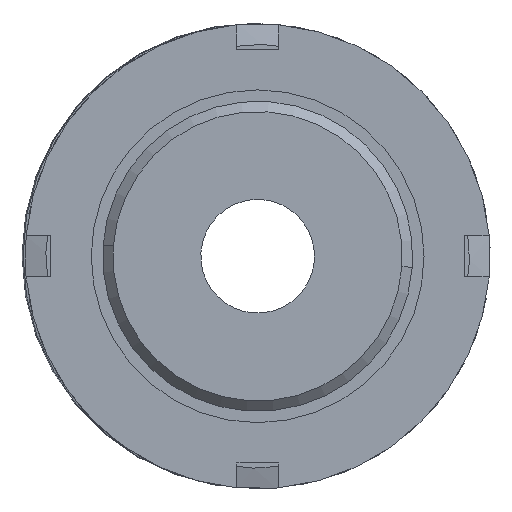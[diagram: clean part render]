
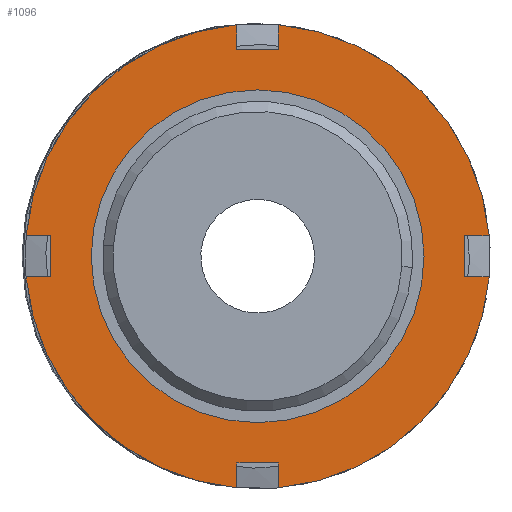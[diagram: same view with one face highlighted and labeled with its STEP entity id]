
A CAD part, front view. The second image highlights one B-rep face of the part: STEP entity #1096.
In plain terms, the highlighted planar face has unit normal (0, -1, 0).
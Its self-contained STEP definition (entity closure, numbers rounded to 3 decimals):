
#6 = EDGE_CURVE ( 'NONE', #935, #142, #1240, .T. ) ;
#73 = CARTESIAN_POINT ( 'NONE',  ( 0., -37., 0. ) ) ;
#82 = ORIENTED_EDGE ( 'NONE', *, *, #1073, .T. ) ;
#95 = LINE ( 'NONE', #1634, #1983 ) ;
#115 = CIRCLE ( 'NONE', #154, 22.5 ) ;
#117 = VERTEX_POINT ( 'NONE', #3467 ) ;
#138 = LINE ( 'NONE', #2609, #3180 ) ;
#142 = VERTEX_POINT ( 'NONE', #2064 ) ;
#154 = AXIS2_PLACEMENT_3D ( 'NONE', #4100, #1449, #1430 ) ;
#166 = EDGE_CURVE ( 'NONE', #142, #935, #2031, .T. ) ;
#184 = ORIENTED_EDGE ( 'NONE', *, *, #2974, .F. ) ;
#227 = EDGE_CURVE ( 'NONE', #1029, #3531, #2339, .T. ) ;
#251 = DIRECTION ( 'NONE',  ( 0., 1., 0. ) ) ;
#276 = VECTOR ( 'NONE', #3275, 1000. ) ;
#299 = CARTESIAN_POINT ( 'NONE',  ( -22.411, -37., 2. ) ) ;
#321 = CARTESIAN_POINT ( 'NONE',  ( 20., -37., 2. ) ) ;
#359 = VERTEX_POINT ( 'NONE', #2885 ) ;
#378 = ORIENTED_EDGE ( 'NONE', *, *, #2822, .T. ) ;
#464 = ORIENTED_EDGE ( 'NONE', *, *, #1934, .T. ) ;
#518 = ORIENTED_EDGE ( 'NONE', *, *, #1994, .F. ) ;
#596 = DIRECTION ( 'NONE',  ( 0., 0., 1. ) ) ;
#613 = LINE ( 'NONE', #3634, #1237 ) ;
#640 = DIRECTION ( 'NONE',  ( -1., 0., 0. ) ) ;
#713 = DIRECTION ( 'NONE',  ( 0., 0., 1. ) ) ;
#723 = EDGE_LOOP ( 'NONE', ( #1489, #518, #82, #2621, #1710, #2886, #2543, #1539, #3403, #1577, #464, #1809, #184, #2113, #3718, #378 ) ) ;
#759 = DIRECTION ( 'NONE',  ( 0., 1., 0. ) ) ;
#776 = CARTESIAN_POINT ( 'NONE',  ( -2., -37., 0. ) ) ;
#805 = DIRECTION ( 'NONE',  ( 0., 0., 1. ) ) ;
#930 = VECTOR ( 'NONE', #805, 1000. ) ;
#931 = VECTOR ( 'NONE', #3657, 1000. ) ;
#935 = VERTEX_POINT ( 'NONE', #2344 ) ;
#945 = DIRECTION ( 'NONE',  ( 0., 0., -1. ) ) ;
#961 = CARTESIAN_POINT ( 'NONE',  ( -2., -37., 20. ) ) ;
#1007 = VECTOR ( 'NONE', #2318, 1000. ) ;
#1029 = VERTEX_POINT ( 'NONE', #299 ) ;
#1041 = EDGE_CURVE ( 'NONE', #1774, #1909, #613, .T. ) ;
#1073 = EDGE_CURVE ( 'NONE', #2646, #2171, #2624, .T. ) ;
#1096 = ADVANCED_FACE ( 'NONE', ( #1750, #2214 ), #2386, .F. ) ;
#1121 = AXIS2_PLACEMENT_3D ( 'NONE', #1733, #2073, #3763 ) ;
#1152 = CARTESIAN_POINT ( 'NONE',  ( 16.1, -37., 2. ) ) ;
#1224 = CARTESIAN_POINT ( 'NONE',  ( -2., -37., -22.411 ) ) ;
#1237 = VECTOR ( 'NONE', #640, 1000. ) ;
#1240 = CIRCLE ( 'NONE', #1800, 16.1 ) ;
#1244 = VECTOR ( 'NONE', #2190, 1000. ) ;
#1341 = ORIENTED_EDGE ( 'NONE', *, *, #6, .T. ) ;
#1371 = DIRECTION ( 'NONE',  ( 0., 0., 1. ) ) ;
#1430 = DIRECTION ( 'NONE',  ( 0., 0., 1. ) ) ;
#1440 = CARTESIAN_POINT ( 'NONE',  ( 0., -37., 0. ) ) ;
#1449 = DIRECTION ( 'NONE',  ( 0., 1., 0. ) ) ;
#1487 = CARTESIAN_POINT ( 'NONE',  ( 2., -37., 20. ) ) ;
#1489 = ORIENTED_EDGE ( 'NONE', *, *, #2932, .F. ) ;
#1492 = LINE ( 'NONE', #3529, #3794 ) ;
#1507 = CARTESIAN_POINT ( 'NONE',  ( 2., -37., 0. ) ) ;
#1509 = CARTESIAN_POINT ( 'NONE',  ( 2., -37., -20. ) ) ;
#1521 = DIRECTION ( 'NONE',  ( -1., 0., 0. ) ) ;
#1529 = VERTEX_POINT ( 'NONE', #321 ) ;
#1532 = AXIS2_PLACEMENT_3D ( 'NONE', #4099, #759, #713 ) ;
#1539 = ORIENTED_EDGE ( 'NONE', *, *, #4141, .T. ) ;
#1568 = EDGE_CURVE ( 'NONE', #2434, #2426, #4062, .T. ) ;
#1577 = ORIENTED_EDGE ( 'NONE', *, *, #4228, .F. ) ;
#1634 = CARTESIAN_POINT ( 'NONE',  ( -20., -37., 0. ) ) ;
#1710 = ORIENTED_EDGE ( 'NONE', *, *, #3589, .F. ) ;
#1733 = CARTESIAN_POINT ( 'NONE',  ( 0., -37., 0. ) ) ;
#1747 = AXIS2_PLACEMENT_3D ( 'NONE', #1440, #3783, #2398 ) ;
#1750 = FACE_BOUND ( 'NONE', #3316, .T. ) ;
#1759 = DIRECTION ( 'NONE',  ( 0., 0., -1. ) ) ;
#1761 = VECTOR ( 'NONE', #2206, 1000. ) ;
#1774 = VERTEX_POINT ( 'NONE', #1487 ) ;
#1800 = AXIS2_PLACEMENT_3D ( 'NONE', #3323, #2999, #1371 ) ;
#1809 = ORIENTED_EDGE ( 'NONE', *, *, #1041, .T. ) ;
#1876 = LINE ( 'NONE', #2733, #2343 ) ;
#1892 = CARTESIAN_POINT ( 'NONE',  ( 0., -37., 0. ) ) ;
#1901 = CARTESIAN_POINT ( 'NONE',  ( -2., -37., -20. ) ) ;
#1909 = VERTEX_POINT ( 'NONE', #961 ) ;
#1918 = LINE ( 'NONE', #3571, #1761 ) ;
#1934 = EDGE_CURVE ( 'NONE', #3322, #1774, #3420, .T. ) ;
#1950 = CARTESIAN_POINT ( 'NONE',  ( -2., -37., 22.411 ) ) ;
#1983 = VECTOR ( 'NONE', #945, 1000. ) ;
#1994 = EDGE_CURVE ( 'NONE', #2646, #3109, #115, .T. ) ;
#2016 = ORIENTED_EDGE ( 'NONE', *, *, #166, .T. ) ;
#2031 = CIRCLE ( 'NONE', #3854, 16.1 ) ;
#2064 = CARTESIAN_POINT ( 'NONE',  ( 0., -37., -16.1 ) ) ;
#2073 = DIRECTION ( 'NONE',  ( 0., 1., 0. ) ) ;
#2082 = EDGE_CURVE ( 'NONE', #2434, #2406, #1492, .T. ) ;
#2113 = ORIENTED_EDGE ( 'NONE', *, *, #3052, .F. ) ;
#2149 = VERTEX_POINT ( 'NONE', #1950 ) ;
#2171 = VERTEX_POINT ( 'NONE', #1901 ) ;
#2190 = DIRECTION ( 'NONE',  ( 1., 0., 0. ) ) ;
#2206 = DIRECTION ( 'NONE',  ( 0., 0., 1. ) ) ;
#2214 = FACE_OUTER_BOUND ( 'NONE', #723, .T. ) ;
#2275 = CIRCLE ( 'NONE', #2378, 22.5 ) ;
#2318 = DIRECTION ( 'NONE',  ( -1., 0., 0. ) ) ;
#2339 = LINE ( 'NONE', #1152, #1244 ) ;
#2343 = VECTOR ( 'NONE', #1759, 1000. ) ;
#2344 = CARTESIAN_POINT ( 'NONE',  ( 0., -37., 16.1 ) ) ;
#2355 = EDGE_CURVE ( 'NONE', #359, #1529, #2559, .T. ) ;
#2378 = AXIS2_PLACEMENT_3D ( 'NONE', #1892, #251, #596 ) ;
#2386 = PLANE ( 'NONE',  #1532 ) ;
#2398 = DIRECTION ( 'NONE',  ( 0., 0., 1. ) ) ;
#2406 = VERTEX_POINT ( 'NONE', #3704 ) ;
#2426 = VERTEX_POINT ( 'NONE', #3075 ) ;
#2434 = VERTEX_POINT ( 'NONE', #4080 ) ;
#2491 = CARTESIAN_POINT ( 'NONE',  ( -20., -37., 2. ) ) ;
#2543 = ORIENTED_EDGE ( 'NONE', *, *, #2082, .T. ) ;
#2559 = LINE ( 'NONE', #3685, #1007 ) ;
#2609 = CARTESIAN_POINT ( 'NONE',  ( 0., -37., -20. ) ) ;
#2621 = ORIENTED_EDGE ( 'NONE', *, *, #4317, .T. ) ;
#2624 = LINE ( 'NONE', #776, #3117 ) ;
#2646 = VERTEX_POINT ( 'NONE', #1224 ) ;
#2733 = CARTESIAN_POINT ( 'NONE',  ( -2., -37., 0. ) ) ;
#2749 = DIRECTION ( 'NONE',  ( 0., 0., 1. ) ) ;
#2822 = EDGE_CURVE ( 'NONE', #3531, #117, #95, .T. ) ;
#2885 = CARTESIAN_POINT ( 'NONE',  ( 22.411, -37., 2. ) ) ;
#2886 = ORIENTED_EDGE ( 'NONE', *, *, #1568, .F. ) ;
#2919 = CARTESIAN_POINT ( 'NONE',  ( 2., -37., 0. ) ) ;
#2932 = EDGE_CURVE ( 'NONE', #3109, #117, #3600, .T. ) ;
#2974 = EDGE_CURVE ( 'NONE', #2149, #1909, #1876, .T. ) ;
#2999 = DIRECTION ( 'NONE',  ( 0., 1., 0. ) ) ;
#3052 = EDGE_CURVE ( 'NONE', #1029, #2149, #4344, .T. ) ;
#3075 = CARTESIAN_POINT ( 'NONE',  ( 2., -37., -22.411 ) ) ;
#3109 = VERTEX_POINT ( 'NONE', #3863 ) ;
#3117 = VECTOR ( 'NONE', #2749, 1000. ) ;
#3136 = DIRECTION ( 'NONE',  ( 0., 1., 0. ) ) ;
#3176 = VERTEX_POINT ( 'NONE', #1509 ) ;
#3180 = VECTOR ( 'NONE', #4009, 1000. ) ;
#3275 = DIRECTION ( 'NONE',  ( 0., 0., -1. ) ) ;
#3316 = EDGE_LOOP ( 'NONE', ( #1341, #2016 ) ) ;
#3322 = VERTEX_POINT ( 'NONE', #3913 ) ;
#3323 = CARTESIAN_POINT ( 'NONE',  ( 0., -37., 0. ) ) ;
#3403 = ORIENTED_EDGE ( 'NONE', *, *, #2355, .F. ) ;
#3420 = LINE ( 'NONE', #2919, #276 ) ;
#3467 = CARTESIAN_POINT ( 'NONE',  ( -20., -37., -2. ) ) ;
#3529 = CARTESIAN_POINT ( 'NONE',  ( 16.1, -37., -2. ) ) ;
#3531 = VERTEX_POINT ( 'NONE', #2491 ) ;
#3571 = CARTESIAN_POINT ( 'NONE',  ( 20., -37., 0. ) ) ;
#3589 = EDGE_CURVE ( 'NONE', #2426, #3176, #3599, .T. ) ;
#3599 = LINE ( 'NONE', #1507, #930 ) ;
#3600 = LINE ( 'NONE', #4000, #931 ) ;
#3634 = CARTESIAN_POINT ( 'NONE',  ( 0., -37., 20. ) ) ;
#3657 = DIRECTION ( 'NONE',  ( 1., 0., 0. ) ) ;
#3685 = CARTESIAN_POINT ( 'NONE',  ( 16.1, -37., 2. ) ) ;
#3704 = CARTESIAN_POINT ( 'NONE',  ( 20., -37., -2. ) ) ;
#3718 = ORIENTED_EDGE ( 'NONE', *, *, #227, .T. ) ;
#3763 = DIRECTION ( 'NONE',  ( 0., 0., 1. ) ) ;
#3783 = DIRECTION ( 'NONE',  ( 0., 1., 0. ) ) ;
#3785 = DIRECTION ( 'NONE',  ( 0., 0., 1. ) ) ;
#3794 = VECTOR ( 'NONE', #1521, 1000. ) ;
#3854 = AXIS2_PLACEMENT_3D ( 'NONE', #73, #3136, #3785 ) ;
#3863 = CARTESIAN_POINT ( 'NONE',  ( -22.411, -37., -2. ) ) ;
#3913 = CARTESIAN_POINT ( 'NONE',  ( 2., -37., 22.411 ) ) ;
#4000 = CARTESIAN_POINT ( 'NONE',  ( 16.1, -37., -2. ) ) ;
#4009 = DIRECTION ( 'NONE',  ( 1., 0., 0. ) ) ;
#4062 = CIRCLE ( 'NONE', #1747, 22.5 ) ;
#4080 = CARTESIAN_POINT ( 'NONE',  ( 22.411, -37., -2. ) ) ;
#4099 = CARTESIAN_POINT ( 'NONE',  ( 16.1, -37., 0. ) ) ;
#4100 = CARTESIAN_POINT ( 'NONE',  ( 0., -37., 0. ) ) ;
#4141 = EDGE_CURVE ( 'NONE', #2406, #1529, #1918, .T. ) ;
#4228 = EDGE_CURVE ( 'NONE', #3322, #359, #2275, .T. ) ;
#4317 = EDGE_CURVE ( 'NONE', #2171, #3176, #138, .T. ) ;
#4344 = CIRCLE ( 'NONE', #1121, 22.5 ) ;
